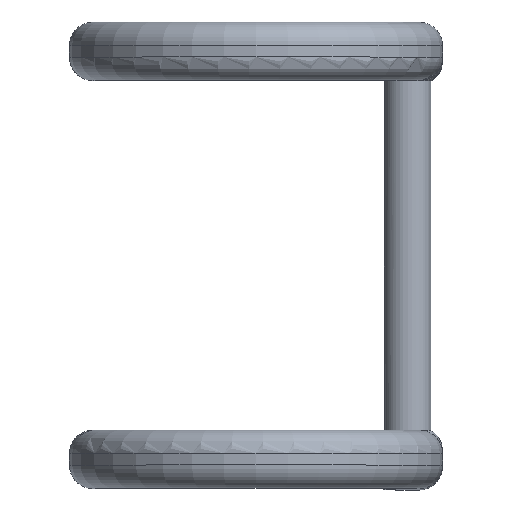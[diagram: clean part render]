
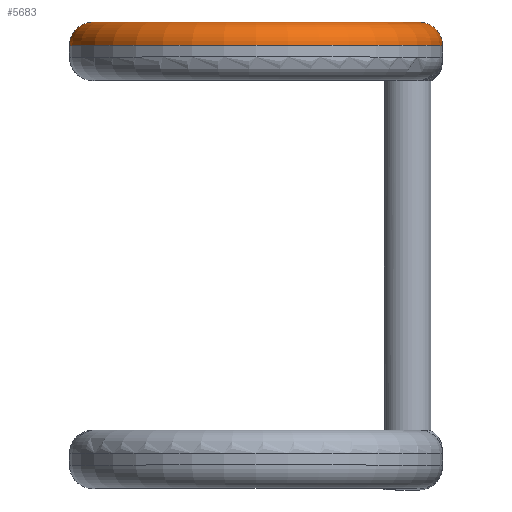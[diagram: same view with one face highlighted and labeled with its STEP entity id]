
A CAD part, top view. The second image highlights one B-rep face of the part: STEP entity #5683.
In plain terms, the highlighted toroidal (fillet/blend) face has major radius 7 mm and minor radius 1 mm.
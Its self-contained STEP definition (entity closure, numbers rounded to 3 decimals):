
#3535=CARTESIAN_POINT('',(4.,21.5,35.));
#3536=VERTEX_POINT('',#3535);
#3811=CARTESIAN_POINT('',(-12.,21.5,35.));
#3812=VERTEX_POINT('',#3811);
#3813=CARTESIAN_POINT('',(-4.,21.5,35.));
#3814=DIRECTION('',(0.,1.,0.));
#3815=DIRECTION('',(-1.,0.,-0.));
#3816=AXIS2_PLACEMENT_3D('',#3813,#3814,#3815);
#3817=CIRCLE('',#3816,8.);
#3818=EDGE_CURVE('',#3812,#3536,#3817,.T.);
#4175=CARTESIAN_POINT('',(-11.,22.5,35.));
#4176=VERTEX_POINT('',#4175);
#4183=CARTESIAN_POINT('',(3.,22.5,35.));
#4184=VERTEX_POINT('',#4183);
#4185=CARTESIAN_POINT('',(-4.,22.5,35.));
#4186=DIRECTION('',(0.,1.,0.));
#4187=DIRECTION('',(-0.959,0.,-0.282));
#4188=AXIS2_PLACEMENT_3D('',#4185,#4186,#4187);
#4189=CIRCLE('',#4188,7.);
#4190=EDGE_CURVE('',#4176,#4184,#4189,.T.);
#5654=CARTESIAN_POINT('',(-11.,21.5,35.));
#5655=DIRECTION('',(-0.,0.,-1.));
#5656=DIRECTION('',(0.,1.,0.));
#5657=AXIS2_PLACEMENT_3D('',#5654,#5655,#5656);
#5658=CIRCLE('',#5657,1.);
#5659=EDGE_CURVE('',#3812,#4176,#5658,.T.);
#5666=CARTESIAN_POINT('',(-4.,21.5,35.));
#5667=DIRECTION('',(0.,1.,0.));
#5668=DIRECTION('',(-0.959,0.,-0.282));
#5669=AXIS2_PLACEMENT_3D('',#5666,#5667,#5668);
#5670=TOROIDAL_SURFACE('',#5669,7.,1.);
#5671=ORIENTED_EDGE('',*,*,#3818,.T.);
#5672=CARTESIAN_POINT('',(3.,21.5,35.));
#5673=DIRECTION('',(0.,-0.,1.));
#5674=DIRECTION('',(1.,0.,-0.));
#5675=AXIS2_PLACEMENT_3D('',#5672,#5673,#5674);
#5676=CIRCLE('',#5675,1.);
#5677=EDGE_CURVE('',#3536,#4184,#5676,.T.);
#5678=ORIENTED_EDGE('',*,*,#5677,.T.);
#5679=ORIENTED_EDGE('',*,*,#4190,.F.);
#5680=ORIENTED_EDGE('',*,*,#5659,.F.);
#5681=EDGE_LOOP('',(#5671,#5678,#5679,#5680));
#5682=FACE_BOUND('',#5681,.T.);
#5683=ADVANCED_FACE('',(#5682),#5670,.T.);
